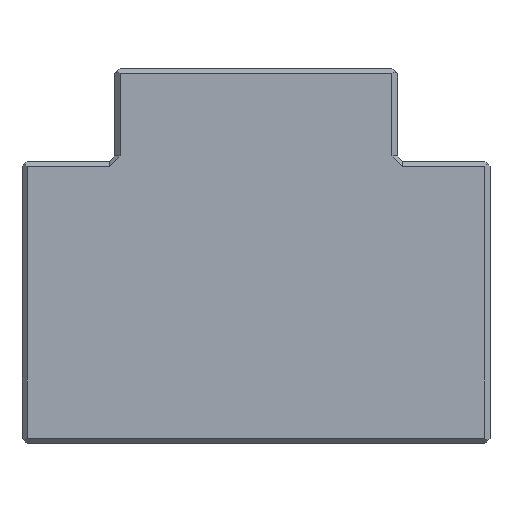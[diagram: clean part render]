
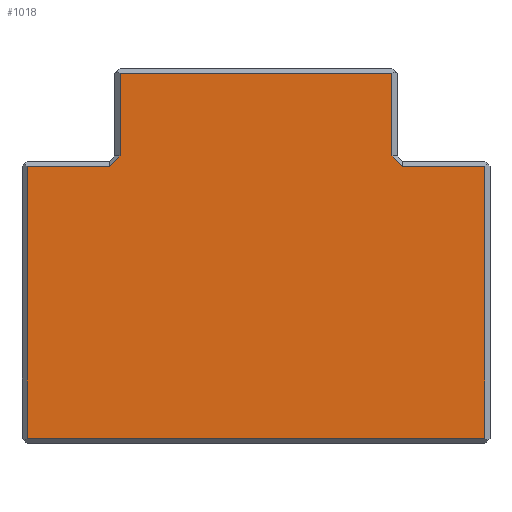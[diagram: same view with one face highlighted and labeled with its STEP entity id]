
A CAD part, top view. The second image highlights one B-rep face of the part: STEP entity #1018.
In plain terms, the highlighted planar face has unit normal (0, 0, 1).
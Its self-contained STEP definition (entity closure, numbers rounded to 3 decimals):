
#1004=AXIS2_PLACEMENT_3D('Plane Axis2P3D',#1001,#1002,#1003) ;
#235=CARTESIAN_POINT('Vertex',(-21.261,139.285,40.4)) ;
#238=CARTESIAN_POINT('Line Origine',(0.,139.285,40.4)) ;
#242=CARTESIAN_POINT('Vertex',(21.261,139.285,40.4)) ;
#411=CARTESIAN_POINT('Vertex',(35.782,82.242,40.4)) ;
#414=CARTESIAN_POINT('Line Origine',(0.,82.242,40.4)) ;
#418=CARTESIAN_POINT('Vertex',(-35.782,82.242,40.4)) ;
#530=CARTESIAN_POINT('Vertex',(35.782,124.764,40.4)) ;
#535=CARTESIAN_POINT('Line Origine',(35.782,110.764,40.4)) ;
#647=CARTESIAN_POINT('Line Origine',(-35.782,111.164,40.4)) ;
#651=CARTESIAN_POINT('Vertex',(-35.782,124.764,40.4)) ;
#771=CARTESIAN_POINT('Line Origine',(0.,124.764,40.4)) ;
#775=CARTESIAN_POINT('Vertex',(-22.861,124.764,40.4)) ;
#796=CARTESIAN_POINT('Line Origine',(-21.261,111.164,40.4)) ;
#800=CARTESIAN_POINT('Vertex',(-21.261,126.364,40.4)) ;
#821=CARTESIAN_POINT('Line Origine',(-22.061,125.564,40.4)) ;
#921=CARTESIAN_POINT('Vertex',(21.261,126.364,40.4)) ;
#924=CARTESIAN_POINT('Line Origine',(21.261,111.164,40.4)) ;
#942=CARTESIAN_POINT('Line Origine',(0.,124.764,40.4)) ;
#946=CARTESIAN_POINT('Vertex',(22.861,124.764,40.4)) ;
#967=CARTESIAN_POINT('Line Origine',(22.061,125.564,40.4)) ;
#1001=CARTESIAN_POINT('Axis2P3D Location',(0.,0.,40.4)) ;
#239=DIRECTION('Vector Direction',(-1.,0.,0.)) ;
#415=DIRECTION('Vector Direction',(1.,0.,0.)) ;
#536=DIRECTION('Vector Direction',(0.,1.,0.)) ;
#648=DIRECTION('Vector Direction',(0.,-1.,0.)) ;
#772=DIRECTION('Vector Direction',(-1.,0.,0.)) ;
#797=DIRECTION('Vector Direction',(0.,-1.,0.)) ;
#822=DIRECTION('Vector Direction',(-0.707,-0.707,0.)) ;
#925=DIRECTION('Vector Direction',(0.,-1.,0.)) ;
#943=DIRECTION('Vector Direction',(-1.,0.,0.)) ;
#968=DIRECTION('Vector Direction',(-0.707,0.707,0.)) ;
#1002=DIRECTION('Axis2P3D Direction',(0.,0.,1.)) ;
#1003=DIRECTION('Axis2P3D XDirection',(1.,0.,0.)) ;
#240=VECTOR('Line Direction',#239,1.) ;
#416=VECTOR('Line Direction',#415,1.) ;
#537=VECTOR('Line Direction',#536,1.) ;
#649=VECTOR('Line Direction',#648,1.) ;
#773=VECTOR('Line Direction',#772,1.) ;
#798=VECTOR('Line Direction',#797,1.) ;
#823=VECTOR('Line Direction',#822,1.) ;
#926=VECTOR('Line Direction',#925,1.) ;
#944=VECTOR('Line Direction',#943,1.) ;
#969=VECTOR('Line Direction',#968,1.) ;
#1007=ORIENTED_EDGE('',*,*,#802,.T.) ;
#1008=ORIENTED_EDGE('',*,*,#825,.T.) ;
#1009=ORIENTED_EDGE('',*,*,#777,.T.) ;
#1010=ORIENTED_EDGE('',*,*,#653,.T.) ;
#1011=ORIENTED_EDGE('',*,*,#420,.T.) ;
#1012=ORIENTED_EDGE('',*,*,#539,.T.) ;
#1013=ORIENTED_EDGE('',*,*,#948,.T.) ;
#1014=ORIENTED_EDGE('',*,*,#971,.T.) ;
#1015=ORIENTED_EDGE('',*,*,#928,.T.) ;
#1016=ORIENTED_EDGE('',*,*,#244,.T.) ;
#1018=ADVANCED_FACE('Body.2',(#1017),#1005,.T.) ;
#244=EDGE_CURVE('',#243,#236,#241,.T.) ;
#420=EDGE_CURVE('',#419,#412,#417,.T.) ;
#539=EDGE_CURVE('',#412,#531,#538,.T.) ;
#653=EDGE_CURVE('',#652,#419,#650,.T.) ;
#777=EDGE_CURVE('',#776,#652,#774,.T.) ;
#802=EDGE_CURVE('',#236,#801,#799,.T.) ;
#825=EDGE_CURVE('',#801,#776,#824,.T.) ;
#928=EDGE_CURVE('',#922,#243,#927,.F.) ;
#948=EDGE_CURVE('',#531,#947,#945,.T.) ;
#971=EDGE_CURVE('',#947,#922,#970,.T.) ;
#1006=EDGE_LOOP('',(#1007,#1008,#1009,#1010,#1011,#1012,#1013,#1014,#1015,#1016)) ;
#1017=FACE_OUTER_BOUND('',#1006,.T.) ;
#241=LINE('Line',#238,#240) ;
#417=LINE('Line',#414,#416) ;
#538=LINE('Line',#535,#537) ;
#650=LINE('Line',#647,#649) ;
#774=LINE('Line',#771,#773) ;
#799=LINE('Line',#796,#798) ;
#824=LINE('Line',#821,#823) ;
#927=LINE('Line',#924,#926) ;
#945=LINE('Line',#942,#944) ;
#970=LINE('Line',#967,#969) ;
#1005=PLANE('',#1004) ;
#236=VERTEX_POINT('',#235) ;
#243=VERTEX_POINT('',#242) ;
#412=VERTEX_POINT('',#411) ;
#419=VERTEX_POINT('',#418) ;
#531=VERTEX_POINT('',#530) ;
#652=VERTEX_POINT('',#651) ;
#776=VERTEX_POINT('',#775) ;
#801=VERTEX_POINT('',#800) ;
#922=VERTEX_POINT('',#921) ;
#947=VERTEX_POINT('',#946) ;
